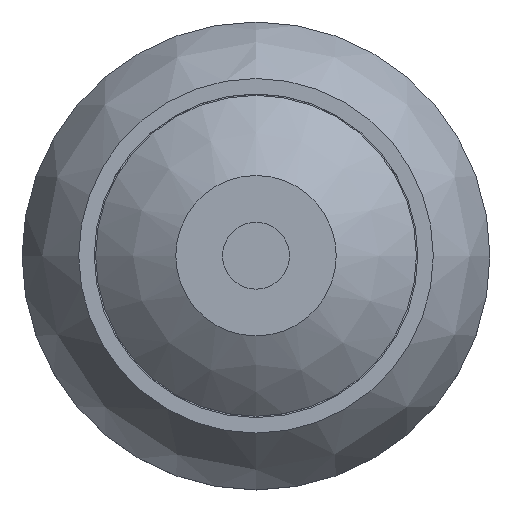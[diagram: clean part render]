
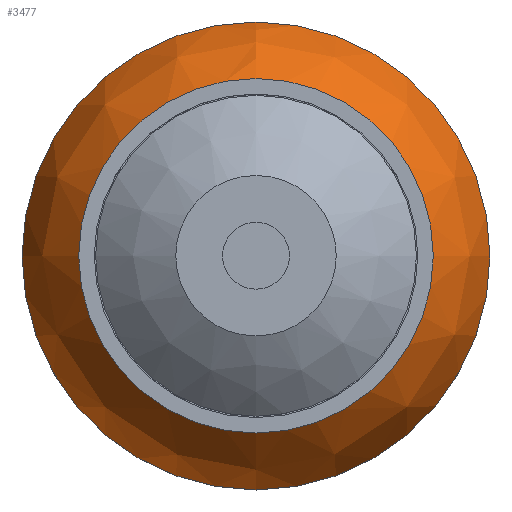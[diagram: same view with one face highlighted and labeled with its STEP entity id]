
A CAD part, top view. The second image highlights one B-rep face of the part: STEP entity #3477.
In plain terms, the highlighted free-form (B-spline) face has degree [2, 2] with [3, 9] control points.
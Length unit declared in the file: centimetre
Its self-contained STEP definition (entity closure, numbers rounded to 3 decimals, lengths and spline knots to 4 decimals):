
#91=(
BOUNDED_SURFACE()
B_SPLINE_SURFACE(2,2,((#5128,#5129,#5130,#5131,#5132,#5133,#5134,#5135,
#5136),(#5137,#5138,#5139,#5140,#5141,#5142,#5143,#5144,#5145),(#5146,#5147,
#5148,#5149,#5150,#5151,#5152,#5153,#5154)),.UNSPECIFIED.,.F.,.T.,.F.)
B_SPLINE_SURFACE_WITH_KNOTS((3,3),(3,2,2,2,3),(-0.8881,-0.2011),
(-3.1416,-1.5708,0.,1.5708,3.1416),
 .UNSPECIFIED.)
GEOMETRIC_REPRESENTATION_ITEM()
RATIONAL_B_SPLINE_SURFACE(((1.,0.707,1.,0.707,1.,
0.707,1.,0.707,1.),(0.942,0.666,
0.942,0.666,0.942,0.666,0.942,
0.666,0.942),(1.,0.707,1.,0.707,
1.,0.707,1.,0.707,1.)))
REPRESENTATION_ITEM('')
SURFACE()
);
#936=FACE_OUTER_BOUND('',#1139,.T.);
#1139=EDGE_LOOP('',(#2424,#2425,#2426,#2427,#2428));
#1372=CIRCLE('',#3699,0.875);
#1373=CIRCLE('',#3700,0.875);
#1374=CIRCLE('',#3701,0.6075);
#1375=CIRCLE('',#3702,0.663);
#1533=VERTEX_POINT('',#5123);
#1534=VERTEX_POINT('',#5125);
#1535=VERTEX_POINT('',#5155);
#1886=EDGE_CURVE('',#1533,#1534,#1372,.T.);
#1887=EDGE_CURVE('',#1534,#1533,#1373,.T.);
#1888=EDGE_CURVE('',#1534,#1535,#1374,.T.);
#1889=EDGE_CURVE('',#1535,#1535,#1375,.T.);
#2424=ORIENTED_EDGE('',*,*,#1886,.F.);
#2425=ORIENTED_EDGE('',*,*,#1887,.F.);
#2426=ORIENTED_EDGE('',*,*,#1888,.T.);
#2427=ORIENTED_EDGE('',*,*,#1889,.T.);
#2428=ORIENTED_EDGE('',*,*,#1888,.F.);
#3477=ADVANCED_FACE('',(#936),#91,.F.);
#3699=AXIS2_PLACEMENT_3D('',#5126,#4079,#4080);
#3700=AXIS2_PLACEMENT_3D('',#5127,#4081,#4082);
#3701=AXIS2_PLACEMENT_3D('',#5156,#4083,#4084);
#3702=AXIS2_PLACEMENT_3D('',#5157,#4085,#4086);
#4079=DIRECTION('center_axis',(0.,0.,-1.));
#4080=DIRECTION('ref_axis',(-1.,0.,0.));
#4081=DIRECTION('center_axis',(0.,0.,-1.));
#4082=DIRECTION('ref_axis',(-1.,0.,0.));
#4083=DIRECTION('center_axis',(1.,0.,0.));
#4084=DIRECTION('ref_axis',(0.,1.,0.));
#4085=DIRECTION('center_axis',(0.,0.,-1.));
#4086=DIRECTION('ref_axis',(-1.,0.,0.));
#5123=CARTESIAN_POINT('',(0.875,0.,0.15));
#5125=CARTESIAN_POINT('',(0.,0.875,0.15));
#5126=CARTESIAN_POINT('Origin',(0.,0.,0.15));
#5127=CARTESIAN_POINT('Origin',(0.,0.,0.15));
#5128=CARTESIAN_POINT('Ctrl Pts',(0.,0.663,0.5));
#5129=CARTESIAN_POINT('Ctrl Pts',(0.663,0.663,0.5));
#5130=CARTESIAN_POINT('Ctrl Pts',(0.663,0.,0.5));
#5131=CARTESIAN_POINT('Ctrl Pts',(0.663,-0.663,0.5));
#5132=CARTESIAN_POINT('Ctrl Pts',(0.,-0.663,0.5));
#5133=CARTESIAN_POINT('Ctrl Pts',(-0.663,-0.663,0.5));
#5134=CARTESIAN_POINT('Ctrl Pts',(-0.663,0.,0.5));
#5135=CARTESIAN_POINT('Ctrl Pts',(-0.663,0.663,0.5));
#5136=CARTESIAN_POINT('Ctrl Pts',(0.,0.663,0.5));
#5137=CARTESIAN_POINT('Ctrl Pts',(0.,0.8316,
0.3629));
#5138=CARTESIAN_POINT('Ctrl Pts',(0.8316,0.8316,0.3629));
#5139=CARTESIAN_POINT('Ctrl Pts',(0.8316,0.,
0.3629));
#5140=CARTESIAN_POINT('Ctrl Pts',(0.8316,-0.8316,
0.3629));
#5141=CARTESIAN_POINT('Ctrl Pts',(0.,-0.8316,
0.3629));
#5142=CARTESIAN_POINT('Ctrl Pts',(-0.8316,-0.8316,
0.3629));
#5143=CARTESIAN_POINT('Ctrl Pts',(-0.8316,0.,
0.3629));
#5144=CARTESIAN_POINT('Ctrl Pts',(-0.8316,0.8316,
0.3629));
#5145=CARTESIAN_POINT('Ctrl Pts',(0.,0.8316,
0.3629));
#5146=CARTESIAN_POINT('Ctrl Pts',(0.,0.875,0.15));
#5147=CARTESIAN_POINT('Ctrl Pts',(0.875,0.875,0.15));
#5148=CARTESIAN_POINT('Ctrl Pts',(0.875,0.,0.15));
#5149=CARTESIAN_POINT('Ctrl Pts',(0.875,-0.875,0.15));
#5150=CARTESIAN_POINT('Ctrl Pts',(0.,-0.875,0.15));
#5151=CARTESIAN_POINT('Ctrl Pts',(-0.875,-0.875,0.15));
#5152=CARTESIAN_POINT('Ctrl Pts',(-0.875,0.,0.15));
#5153=CARTESIAN_POINT('Ctrl Pts',(-0.875,0.875,0.15));
#5154=CARTESIAN_POINT('Ctrl Pts',(0.,0.875,0.15));
#5155=CARTESIAN_POINT('',(0.,0.663,0.5));
#5156=CARTESIAN_POINT('Origin',(0.,0.2798,
0.0287));
#5157=CARTESIAN_POINT('Origin',(0.,0.,0.5));
